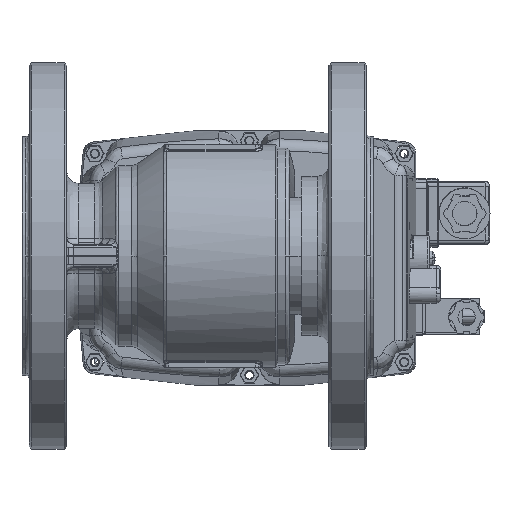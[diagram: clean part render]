
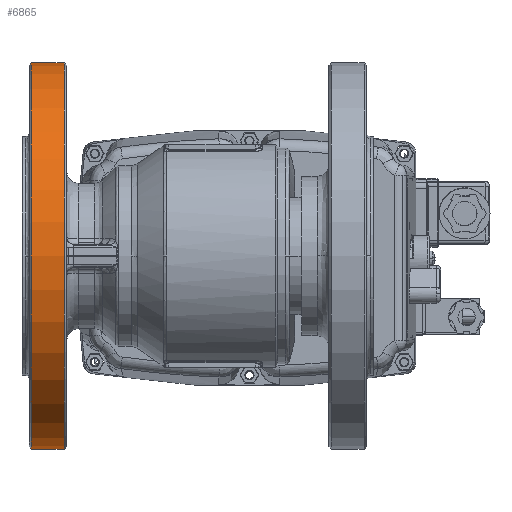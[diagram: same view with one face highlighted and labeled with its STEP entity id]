
A CAD part, front view. The second image highlights one B-rep face of the part: STEP entity #6865.
In plain terms, the highlighted cylindrical face has radius 82.5 mm (diameter 165 mm), a partial arc.
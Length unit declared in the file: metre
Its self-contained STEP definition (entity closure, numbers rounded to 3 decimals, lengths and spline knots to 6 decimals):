
#656 = AXIS2_PLACEMENT_3D ( 'NONE', #8682, #18972, #86803 ) ;
#1357 = AXIS2_PLACEMENT_3D ( 'NONE', #82918, #76154, #55790 ) ;
#1419 = FACE_OUTER_BOUND ( 'NONE', #24949, .T. ) ;
#6865 = ADVANCED_FACE ( 'NONE', ( #1419 ), #56555, .T. ) ;
#8682 = CARTESIAN_POINT ( 'NONE',  ( -0.102525, -0.001027, 0.1675 ) ) ;
#9232 = ORIENTED_EDGE ( 'NONE', *, *, #30465, .T. ) ;
#9728 = ORIENTED_EDGE ( 'NONE', *, *, #83029, .T. ) ;
#10187 = DIRECTION ( 'NONE',  ( 0., 0., 1. ) ) ;
#13067 = LINE ( 'NONE', #15634, #85218 ) ;
#15634 = CARTESIAN_POINT ( 'NONE',  ( -0.102525, -0.001027, 0.25 ) ) ;
#18644 = CARTESIAN_POINT ( 'NONE',  ( -0.095525, -0.001027, 0.25 ) ) ;
#18972 = DIRECTION ( 'NONE',  ( -1., 0., 0. ) ) ;
#21882 = VERTEX_POINT ( 'NONE', #72109 ) ;
#22882 = CARTESIAN_POINT ( 'NONE',  ( -0.095525, -0.001027, 0.1675 ) ) ;
#23750 = DIRECTION ( 'NONE',  ( -1., 0., 0. ) ) ;
#24360 = ORIENTED_EDGE ( 'NONE', *, *, #28224, .T. ) ;
#24949 = EDGE_LOOP ( 'NONE', ( #24360, #75032, #9728, #9232 ) ) ;
#27314 = CARTESIAN_POINT ( 'NONE',  ( -0.102525, -0.001027, 0.085 ) ) ;
#28224 = EDGE_CURVE ( 'NONE', #31037, #21882, #13067, .T. ) ;
#30465 = EDGE_CURVE ( 'NONE', #85733, #31037, #58020, .T. ) ;
#31037 = VERTEX_POINT ( 'NONE', #18644 ) ;
#36442 = VERTEX_POINT ( 'NONE', #70823 ) ;
#44638 = CIRCLE ( 'NONE', #1357, 0.0825 ) ;
#51710 = CARTESIAN_POINT ( 'NONE',  ( -0.095525, -0.001027, 0.085 ) ) ;
#54452 = LINE ( 'NONE', #27314, #85147 ) ;
#55790 = DIRECTION ( 'NONE',  ( 0., 0., 1. ) ) ;
#56555 = CYLINDRICAL_SURFACE ( 'NONE', #656, 0.0825 ) ;
#58020 = CIRCLE ( 'NONE', #60918, 0.0825 ) ;
#60918 = AXIS2_PLACEMENT_3D ( 'NONE', #22882, #23750, #10187 ) ;
#70823 = CARTESIAN_POINT ( 'NONE',  ( -0.109525, -0.001027, 0.085 ) ) ;
#72109 = CARTESIAN_POINT ( 'NONE',  ( -0.109525, -0.001027, 0.25 ) ) ;
#75032 = ORIENTED_EDGE ( 'NONE', *, *, #83274, .T. ) ;
#75419 = DIRECTION ( 'NONE',  ( -1., 0., 0. ) ) ;
#76154 = DIRECTION ( 'NONE',  ( 1., 0., 0. ) ) ;
#82039 = DIRECTION ( 'NONE',  ( 1., 0., 0. ) ) ;
#82918 = CARTESIAN_POINT ( 'NONE',  ( -0.109525, -0.001027, 0.1675 ) ) ;
#83029 = EDGE_CURVE ( 'NONE', #36442, #85733, #54452, .T. ) ;
#83274 = EDGE_CURVE ( 'NONE', #21882, #36442, #44638, .T. ) ;
#85147 = VECTOR ( 'NONE', #82039, 1. ) ;
#85218 = VECTOR ( 'NONE', #75419, 1. ) ;
#85733 = VERTEX_POINT ( 'NONE', #51710 ) ;
#86803 = DIRECTION ( 'NONE',  ( 0., 0., 1. ) ) ;
